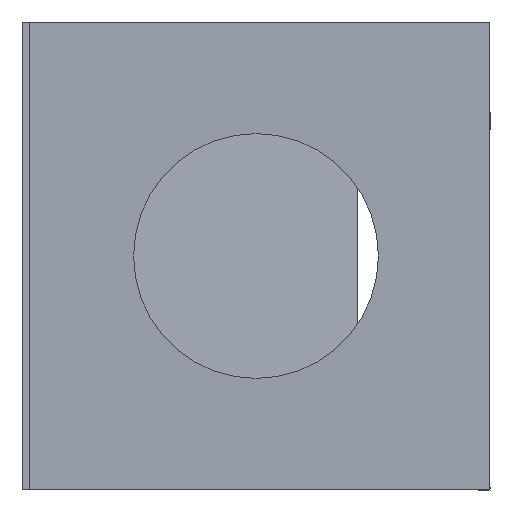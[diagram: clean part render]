
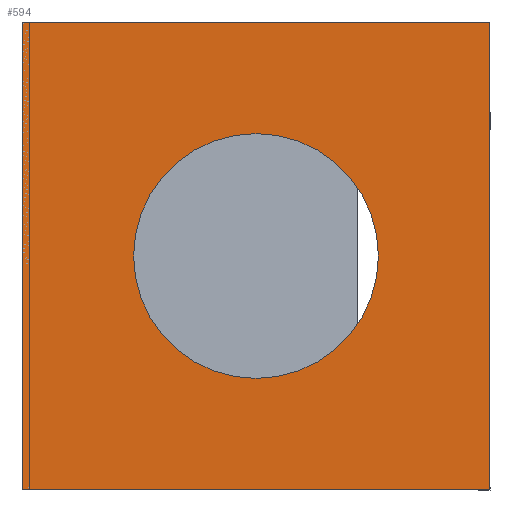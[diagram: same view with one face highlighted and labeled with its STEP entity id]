
A CAD part, front view. The second image highlights one B-rep face of the part: STEP entity #594.
In plain terms, the highlighted planar face has unit normal (0, -1, 0).
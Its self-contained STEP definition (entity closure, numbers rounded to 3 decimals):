
#9 = VERTEX_POINT ( 'NONE', #851 ) ;
#22 = CARTESIAN_POINT ( 'NONE',  ( -6.5, 0., -6.5 ) ) ;
#30 = ORIENTED_EDGE ( 'NONE', *, *, #261, .T. ) ;
#57 = ORIENTED_EDGE ( 'NONE', *, *, #485, .T. ) ;
#58 = DIRECTION ( 'NONE',  ( 0., 1., 0. ) ) ;
#82 = AXIS2_PLACEMENT_3D ( 'NONE', #806, #100, #741 ) ;
#97 = VERTEX_POINT ( 'NONE', #901 ) ;
#100 = DIRECTION ( 'NONE',  ( 0., 1., 0. ) ) ;
#122 = DIRECTION ( 'NONE',  ( 0., 0., 1. ) ) ;
#142 = ORIENTED_EDGE ( 'NONE', *, *, #358, .T. ) ;
#148 = EDGE_CURVE ( 'NONE', #9, #375, #830, .T. ) ;
#223 = DIRECTION ( 'NONE',  ( 0., 0., -1. ) ) ;
#237 = CARTESIAN_POINT ( 'NONE',  ( -6.5, 0., 6.5 ) ) ;
#240 = VERTEX_POINT ( 'NONE', #631 ) ;
#261 = EDGE_CURVE ( 'NONE', #354, #97, #608, .T. ) ;
#290 = VERTEX_POINT ( 'NONE', #428 ) ;
#294 = EDGE_LOOP ( 'NONE', ( #480, #57 ) ) ;
#302 = VECTOR ( 'NONE', #223, 1000. ) ;
#354 = VERTEX_POINT ( 'NONE', #737 ) ;
#358 = EDGE_CURVE ( 'NONE', #375, #354, #403, .T. ) ;
#360 = CARTESIAN_POINT ( 'NONE',  ( -6.5, 0., -6.5 ) ) ;
#375 = VERTEX_POINT ( 'NONE', #22 ) ;
#400 = CARTESIAN_POINT ( 'NONE',  ( 6.5, 0., -6.5 ) ) ;
#401 = FACE_OUTER_BOUND ( 'NONE', #720, .T. ) ;
#403 = LINE ( 'NONE', #880, #438 ) ;
#428 = CARTESIAN_POINT ( 'NONE',  ( 0., 0., 3.4 ) ) ;
#438 = VECTOR ( 'NONE', #603, 1000. ) ;
#466 = DIRECTION ( 'NONE',  ( -1., 0., 0. ) ) ;
#480 = ORIENTED_EDGE ( 'NONE', *, *, #700, .T. ) ;
#485 = EDGE_CURVE ( 'NONE', #240, #290, #911, .T. ) ;
#501 = LINE ( 'NONE', #237, #703 ) ;
#510 = AXIS2_PLACEMENT_3D ( 'NONE', #360, #515, #586 ) ;
#515 = DIRECTION ( 'NONE',  ( 0., -1., 0. ) ) ;
#554 = CARTESIAN_POINT ( 'NONE',  ( 0., 0., 0. ) ) ;
#571 = VECTOR ( 'NONE', #915, 1000. ) ;
#586 = DIRECTION ( 'NONE',  ( 0., 0., -1. ) ) ;
#594 = ADVANCED_FACE ( 'NONE', ( #401, #883 ), #867, .T. ) ;
#603 = DIRECTION ( 'NONE',  ( 1., 0., 0. ) ) ;
#608 = LINE ( 'NONE', #400, #571 ) ;
#631 = CARTESIAN_POINT ( 'NONE',  ( 0., 0., -3.4 ) ) ;
#700 = EDGE_CURVE ( 'NONE', #290, #240, #742, .T. ) ;
#703 = VECTOR ( 'NONE', #466, 1000. ) ;
#720 = EDGE_LOOP ( 'NONE', ( #30, #869, #819, #142 ) ) ;
#737 = CARTESIAN_POINT ( 'NONE',  ( 6.5, 0., -6.5 ) ) ;
#741 = DIRECTION ( 'NONE',  ( 0., 0., 1. ) ) ;
#742 = CIRCLE ( 'NONE', #82, 3.4 ) ;
#746 = AXIS2_PLACEMENT_3D ( 'NONE', #554, #58, #122 ) ;
#806 = CARTESIAN_POINT ( 'NONE',  ( 0., 0., 0. ) ) ;
#811 = EDGE_CURVE ( 'NONE', #97, #9, #501, .T. ) ;
#819 = ORIENTED_EDGE ( 'NONE', *, *, #148, .T. ) ;
#830 = LINE ( 'NONE', #889, #302 ) ;
#851 = CARTESIAN_POINT ( 'NONE',  ( -6.5, 0., 6.5 ) ) ;
#867 = PLANE ( 'NONE',  #510 ) ;
#869 = ORIENTED_EDGE ( 'NONE', *, *, #811, .T. ) ;
#880 = CARTESIAN_POINT ( 'NONE',  ( -6.5, 0., -6.5 ) ) ;
#883 = FACE_BOUND ( 'NONE', #294, .T. ) ;
#889 = CARTESIAN_POINT ( 'NONE',  ( -6.5, 0., -6.5 ) ) ;
#901 = CARTESIAN_POINT ( 'NONE',  ( 6.5, 0., 6.5 ) ) ;
#911 = CIRCLE ( 'NONE', #746, 3.4 ) ;
#915 = DIRECTION ( 'NONE',  ( 0., 0., 1. ) ) ;
